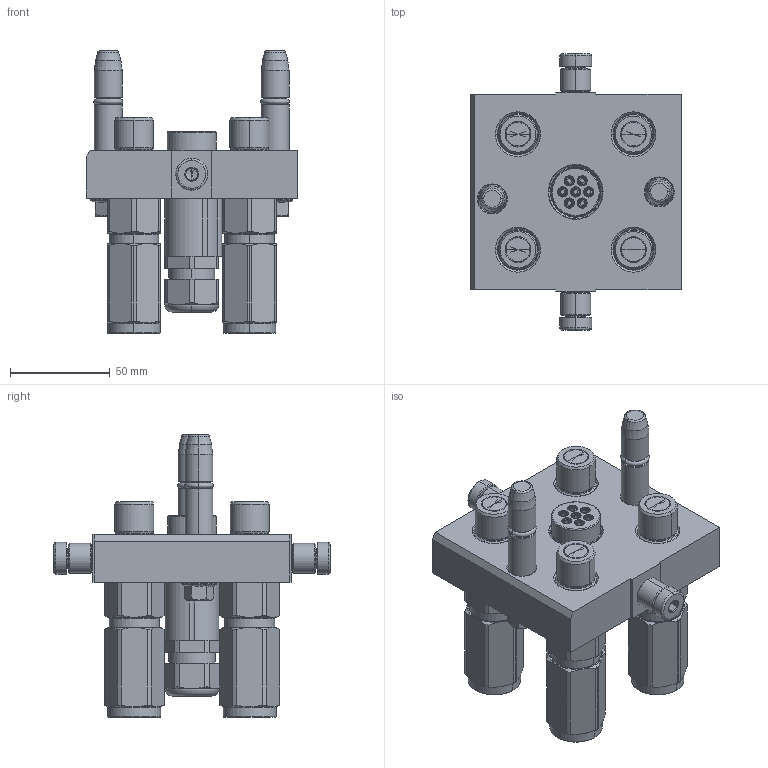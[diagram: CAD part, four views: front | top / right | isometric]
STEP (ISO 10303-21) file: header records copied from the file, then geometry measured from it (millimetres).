
FILE_DESCRIPTION (( 'STEP AP214' ), '1' );
FILE_NAME ('FASTER.step', '2024-11-25T10:32:09', ( '' ), ( '' ), 'SwSTEP 2.0', 'SolidWorks 2017', '' );
FILE_SCHEMA (( 'AUTOMOTIVE_DESIGN' ));
Length unit declared in the file: millimetre
Products named in the file (16): 4830_010_0000_011; 3ffnp38-12s_m; 4830_028_1000_011; conn_7p_m; 3ffnp38-12g_m; corspel08-7_m; or2_62x9_19_m; FASTER; P506-1_M_BASE; 4830_021_0000_000; 1540_080_0008_000; 4830_044_0000_000; 4830_013_3000_030; et002
Assembly tree (24 placements, depth 3):
  FASTER
    P506-1_M_BASE
      4830_010_0000_011
      4830_021_0000_000  x2
      1540_080_0008_000  x2
      4830_013_3000_030  x2
      4830_028_1000_011  x2
      or2_62x9_19_m  x2
    3ffnp38-12s_m
      3ffnp38-12s_m
    3ffnp38-12g_m  x3
      3ffnp38-12g_m
    conn_7p_m
      4830_044_0000_000  x3
      corspel08-7_m
    et002
Bounding box: 106.3 x 138.6 x 141.8 mm (x, y, z)
Volume: 2873.9 mm3; surface area: 124983.4 mm2
Topology: 5 solids, 68 shells, 2010 faces, 5626 edges, 3691 vertices
Faces by surface type: plane 1029, cylinder 393, cone 366, torus 146, bspline 70, sphere 6
Entity records: 57270 total; most frequent: CARTESIAN_POINT 13991, ORIENTED_EDGE 7655, DIRECTION 7478, EDGE_CURVE 4058, VERTEX_POINT 2665, LINE 2660, VECTOR 2660, AXIS2_PLACEMENT_3D 2409
